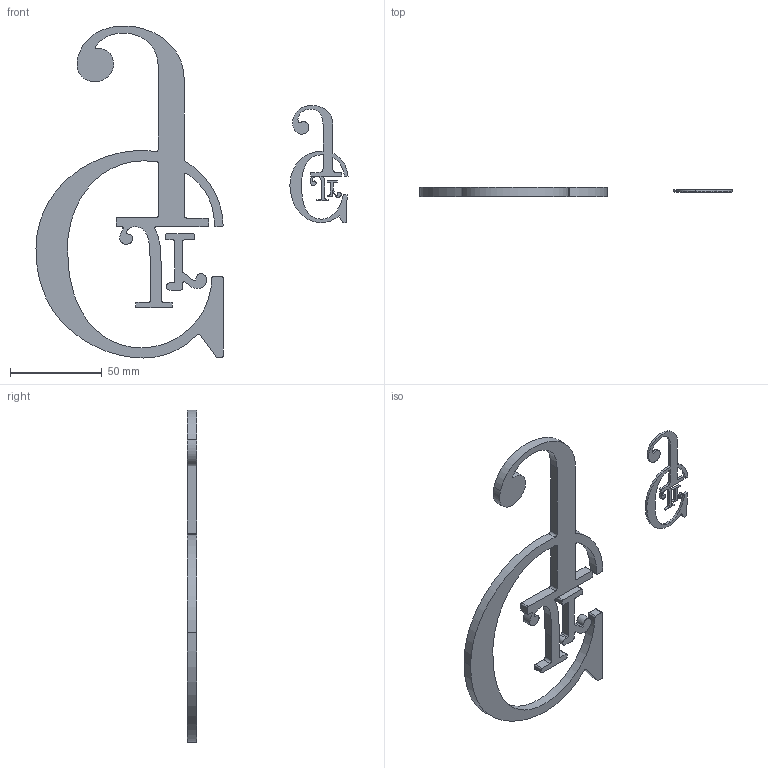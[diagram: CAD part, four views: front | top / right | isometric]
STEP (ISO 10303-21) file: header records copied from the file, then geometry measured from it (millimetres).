
FILE_DESCRIPTION (( 'STEP AP214' ), '1' );
FILE_NAME ('cjjr.STEP', '2017-07-12T12:42:45', ( '' ), ( '' ), 'SwSTEP 2.0', 'SolidWorks 2016', '' );
FILE_SCHEMA (( 'AUTOMOTIVE_DESIGN' ));
Length unit declared in the file: inch
Products named in the file (1): cjjr
Bounding box: 170.48 x 5.08 x 181.37 mm (x, y, z)
Volume: 28347.5 mm3; surface area: 19246.5 mm2
Topology: 4 solids, 4 shells, 178 faces, 510 edges, 340 vertices
Faces by surface type: plane 75, bspline 66, cylinder 37
Entity records: 7957 total; most frequent: CARTESIAN_POINT 3607, ORIENTED_EDGE 1020, DIRECTION 678, EDGE_CURVE 510, VERTEX_POINT 340, LINE 304, VECTOR 304, AXIS2_PLACEMENT_3D 187
